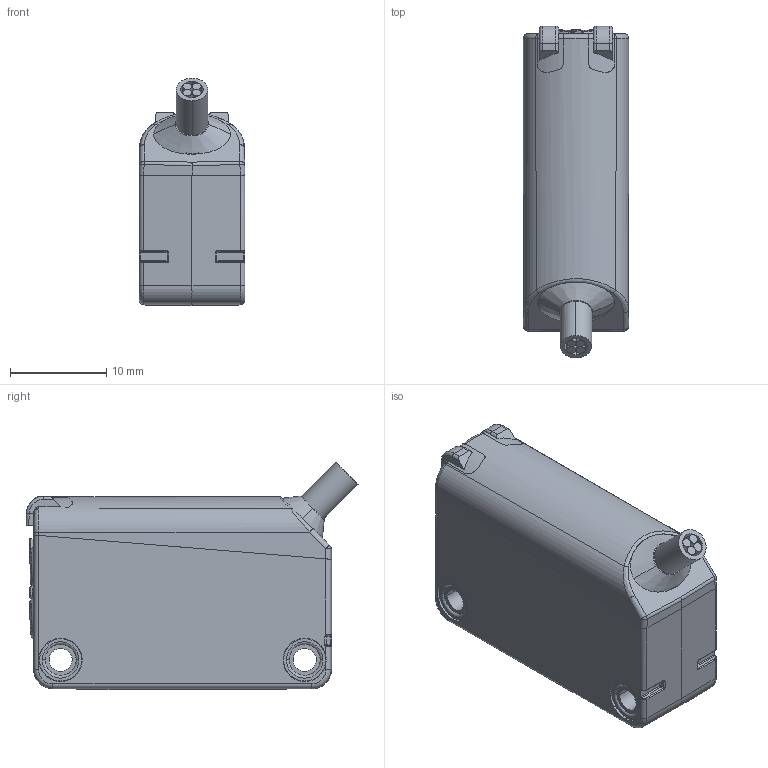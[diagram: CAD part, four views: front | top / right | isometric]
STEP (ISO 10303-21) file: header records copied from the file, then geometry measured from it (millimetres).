
FILE_DESCRIPTION((''),'2;1');
FILE_NAME('CAD-A006_ML100-54-F-POTI-CABLE_ASM','2018-04-30T',('sereneee'),(''),'PRO/ENGINEER BY PARAMETRIC TECHNOLOGY CORPORATION, 2015440','PRO/ENGINEER BY PARAMETRIC TECHNOLOGY CORPORATION, 2015440','');
FILE_SCHEMA(('CONFIG_CONTROL_DESIGN'));
Products named in the file (14): PRT0017_1_1; PRT0018_1_1; PRT0019_1_1; PRT0020_1_1; PRT0021_1_1; PRT0022_1_1; PRT0023_1_1; PRT0024_1_1; PRT0025_1_1; PRT0026_1_1; ML100_MV100_CB_ASM_1_ASM_1_ASM__ASM; ML100_MV100_CB_ASM_1_ASM_1_ASM; CAD-A006_ML100-54-F-POTI-CABLE__ASM; CAD-A006_ML100-54-F-POTI-CABLE_ASM
Assembly tree (13 placements, depth 5):
  CAD-A006_ML100-54-F-POTI-CABLE_ASM
    CAD-A006_ML100-54-F-POTI-CABLE__ASM
      ML100_MV100_CB_ASM_1_ASM_1_ASM
        ML100_MV100_CB_ASM_1_ASM_1_ASM__ASM
          PRT0017_1_1
          PRT0018_1_1
          PRT0019_1_1
          PRT0020_1_1
          PRT0021_1_1
          PRT0022_1_1
          PRT0023_1_1
          PRT0024_1_1
          PRT0025_1_1
          PRT0026_1_1
Bounding box: 11 x 34.55 x 23.67 mm (x, y, z)
Volume: 2725 mm3; surface area: 6354.2 mm2
Topology: 10 solids, 10 shells, 1331 faces, 3640 edges, 2328 vertices
Faces by surface type: plane 660, cylinder 348, bspline 106, torus 105, cone 60, extrusion 32, sphere 20
Entity records: 63874 total; most frequent: CARTESIAN_POINT 23143, ORIENTED_EDGE 7184, DIRECTION 6353, EDGE_CURVE 3592, VERTEX_POINT 2310, AXIS2_PLACEMENT_3D 2182, VECTOR 1989, LINE 1957
